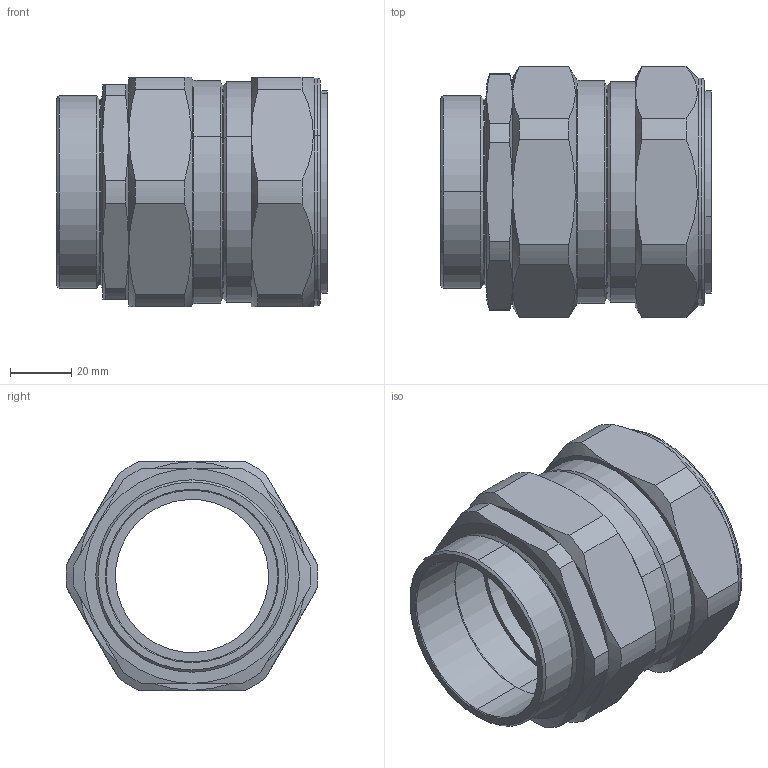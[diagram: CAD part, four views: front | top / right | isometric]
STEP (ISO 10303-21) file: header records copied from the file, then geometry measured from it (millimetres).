
FILE_DESCRIPTION (( 'STEP AP203' ), '1' );
FILE_NAME ('63SCXE1RA.STEP', '2020-04-21T13:38:24', ( '' ), ( '' ), 'SwSTEP 2.0', 'SolidWorks 2017', '' );
FILE_SCHEMA (( 'CONFIG_CONTROL_DESIGN' ));
Length unit declared in the file: millimetre
Products named in the file (1): 63SCXE1RA
Bounding box: 88.5 x 82.46 x 75 mm (x, y, z)
Surface area: 47828.5 mm2 (no closed solid volume)
Topology: 0 solids, 9 shells, 134 faces, 326 edges, 204 vertices
Faces by surface type: cone 50, cylinder 42, plane 30, torus 12
Entity records: 4353 total; most frequent: CARTESIAN_POINT 1109, DIRECTION 714, ORIENTED_EDGE 616, EDGE_CURVE 326, AXIS2_PLACEMENT_3D 305, VERTEX_POINT 204, CIRCLE 170, EDGE_LOOP 146
